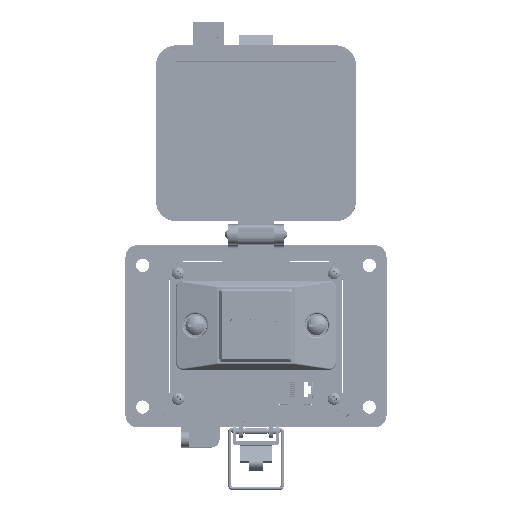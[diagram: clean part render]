
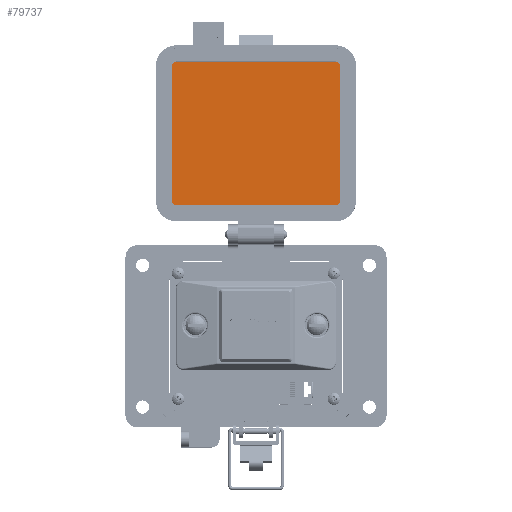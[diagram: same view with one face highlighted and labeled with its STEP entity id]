
A CAD part, top view. The second image highlights one B-rep face of the part: STEP entity #79737.
In plain terms, the highlighted planar face has unit normal (0, 0, 1).
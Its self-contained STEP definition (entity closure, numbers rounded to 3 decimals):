
#800 = CARTESIAN_POINT ( 'NONE',  ( 35.912, 57.705, 19.202 ) ) ;
#989 = CARTESIAN_POINT ( 'NONE',  ( 35.912, 128.688, 19.202 ) ) ;
#2635 = DIRECTION ( 'NONE',  ( 1., 0., 0. ) ) ;
#3003 = CIRCLE ( 'NONE', #4527, 2.299 ) ;
#3086 = DIRECTION ( 'NONE',  ( 1., 0., 0. ) ) ;
#3196 = DIRECTION ( 'NONE',  ( -1., 0., 0. ) ) ;
#4338 = VECTOR ( 'NONE', #76576, 1000. ) ;
#4527 = AXIS2_PLACEMENT_3D ( 'NONE', #46818, #39051, #3086 ) ;
#6169 = CARTESIAN_POINT ( 'NONE',  ( -42.469, 128.688, 19.202 ) ) ;
#8660 = DIRECTION ( 'NONE',  ( 0., -1., 0. ) ) ;
#10468 = DIRECTION ( 'NONE',  ( 0., 0., 1. ) ) ;
#13819 = VECTOR ( 'NONE', #56669, 1000. ) ;
#14704 = EDGE_CURVE ( 'NONE', #95000, #61003, #70540, .T. ) ;
#16641 = CARTESIAN_POINT ( 'NONE',  ( 38.212, 126.389, 19.202 ) ) ;
#22736 = VECTOR ( 'NONE', #45268, 1000. ) ;
#22787 = ORIENTED_EDGE ( 'NONE', *, *, #92851, .F. ) ;
#22892 = LINE ( 'NONE', #73469, #22736 ) ;
#22946 = AXIS2_PLACEMENT_3D ( 'NONE', #67778, #60490, #2635 ) ;
#23152 = ORIENTED_EDGE ( 'NONE', *, *, #61096, .F. ) ;
#23471 = ORIENTED_EDGE ( 'NONE', *, *, #37864, .F. ) ;
#23580 = AXIS2_PLACEMENT_3D ( 'NONE', #33303, #10468, #3196 ) ;
#25500 = ORIENTED_EDGE ( 'NONE', *, *, #73103, .F. ) ;
#26645 = CARTESIAN_POINT ( 'NONE',  ( 38.212, 60.004, 19.202 ) ) ;
#28615 = AXIS2_PLACEMENT_3D ( 'NONE', #52820, #75179, #65967 ) ;
#33303 = CARTESIAN_POINT ( 'NONE',  ( 39.871, 130.108, 19.202 ) ) ;
#35108 = VECTOR ( 'NONE', #37235, 1000. ) ;
#37235 = DIRECTION ( 'NONE',  ( -1., 0., 0. ) ) ;
#37864 = EDGE_CURVE ( 'NONE', #57393, #95000, #78097, .T. ) ;
#39051 = DIRECTION ( 'NONE',  ( 0., 0., -1. ) ) ;
#45268 = DIRECTION ( 'NONE',  ( 0., -1., 0. ) ) ;
#45480 = LINE ( 'NONE', #60074, #4338 ) ;
#45980 = FACE_OUTER_BOUND ( 'NONE', #53879, .T. ) ;
#46463 = CARTESIAN_POINT ( 'NONE',  ( -44.769, 126.389, 19.202 ) ) ;
#46818 = CARTESIAN_POINT ( 'NONE',  ( 35.912, 126.389, 19.202 ) ) ;
#47669 = VERTEX_POINT ( 'NONE', #26645 ) ;
#52395 = CARTESIAN_POINT ( 'NONE',  ( -44.769, 60.004, 19.202 ) ) ;
#52820 = CARTESIAN_POINT ( 'NONE',  ( -42.469, 126.389, 19.202 ) ) ;
#53879 = EDGE_LOOP ( 'NONE', ( #93948, #92618, #25500, #23152, #78244, #23471, #22787, #73464 ) ) ;
#54669 = VERTEX_POINT ( 'NONE', #989 ) ;
#56669 = DIRECTION ( 'NONE',  ( 0., 1., 0. ) ) ;
#57393 = VERTEX_POINT ( 'NONE', #52395 ) ;
#59603 = CARTESIAN_POINT ( 'NONE',  ( -3.279, 57.705, 19.202 ) ) ;
#60074 = CARTESIAN_POINT ( 'NONE',  ( -3.279, 128.688, 19.202 ) ) ;
#60490 = DIRECTION ( 'NONE',  ( 0., 0., -1. ) ) ;
#61003 = VERTEX_POINT ( 'NONE', #6169 ) ;
#61096 = EDGE_CURVE ( 'NONE', #61003, #54669, #45480, .T. ) ;
#65967 = DIRECTION ( 'NONE',  ( 0., -1., 0. ) ) ;
#66458 = CIRCLE ( 'NONE', #22946, 2.299 ) ;
#66506 = DIRECTION ( 'NONE',  ( 0., 0., -1. ) ) ;
#67778 = CARTESIAN_POINT ( 'NONE',  ( -42.469, 60.004, 19.202 ) ) ;
#67860 = LINE ( 'NONE', #59603, #35108 ) ;
#70540 = CIRCLE ( 'NONE', #28615, 2.299 ) ;
#70920 = AXIS2_PLACEMENT_3D ( 'NONE', #81591, #66506, #8660 ) ;
#73103 = EDGE_CURVE ( 'NONE', #54669, #80945, #3003, .T. ) ;
#73464 = ORIENTED_EDGE ( 'NONE', *, *, #90293, .F. ) ;
#73469 = CARTESIAN_POINT ( 'NONE',  ( 38.212, 93.196, 19.202 ) ) ;
#75179 = DIRECTION ( 'NONE',  ( 0., 0., -1. ) ) ;
#75627 = PLANE ( 'NONE',  #23580 ) ;
#76576 = DIRECTION ( 'NONE',  ( 1., 0., 0. ) ) ;
#78097 = LINE ( 'NONE', #93157, #13819 ) ;
#78244 = ORIENTED_EDGE ( 'NONE', *, *, #14704, .F. ) ;
#79737 = ADVANCED_FACE ( 'NONE', ( #45980 ), #75627, .T. ) ;
#80945 = VERTEX_POINT ( 'NONE', #16641 ) ;
#81591 = CARTESIAN_POINT ( 'NONE',  ( 35.912, 60.004, 19.202 ) ) ;
#82978 = VERTEX_POINT ( 'NONE', #800 ) ;
#89013 = EDGE_CURVE ( 'NONE', #47669, #82978, #95752, .T. ) ;
#90293 = EDGE_CURVE ( 'NONE', #82978, #90706, #67860, .T. ) ;
#90580 = CARTESIAN_POINT ( 'NONE',  ( -42.469, 57.705, 19.202 ) ) ;
#90706 = VERTEX_POINT ( 'NONE', #90580 ) ;
#91028 = EDGE_CURVE ( 'NONE', #80945, #47669, #22892, .T. ) ;
#92618 = ORIENTED_EDGE ( 'NONE', *, *, #91028, .F. ) ;
#92851 = EDGE_CURVE ( 'NONE', #90706, #57393, #66458, .T. ) ;
#93157 = CARTESIAN_POINT ( 'NONE',  ( -44.769, 93.196, 19.202 ) ) ;
#93948 = ORIENTED_EDGE ( 'NONE', *, *, #89013, .F. ) ;
#95000 = VERTEX_POINT ( 'NONE', #46463 ) ;
#95752 = CIRCLE ( 'NONE', #70920, 2.299 ) ;
